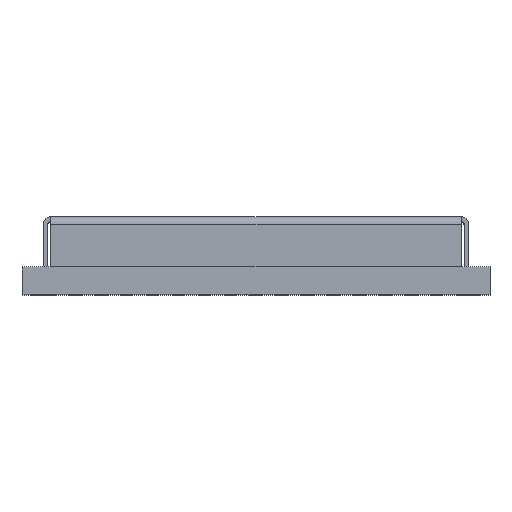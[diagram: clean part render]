
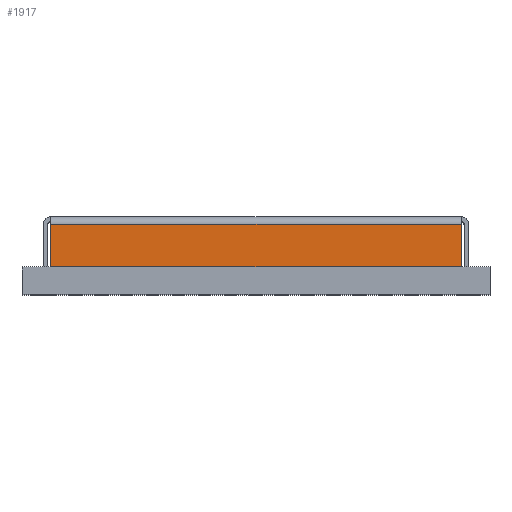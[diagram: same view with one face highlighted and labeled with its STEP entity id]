
A CAD part, top view. The second image highlights one B-rep face of the part: STEP entity #1917.
In plain terms, the highlighted planar face has unit normal (0, 0, 1).
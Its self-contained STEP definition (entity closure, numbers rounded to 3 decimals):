
#411 = DIRECTION ( 'NONE',  ( -1., 0., 0. ) ) ;
#884 = CARTESIAN_POINT ( 'NONE',  ( -6.75, 0.9, 7.2 ) ) ;
#1141 = CARTESIAN_POINT ( 'NONE',  ( 6.75, 0.9, 7.2 ) ) ;
#1917 = ADVANCED_FACE ( 'NONE', ( #12144 ), #6357, .F. ) ;
#2205 = VERTEX_POINT ( 'NONE', #884 ) ;
#3026 = VECTOR ( 'NONE', #24261, 1000. ) ;
#3175 = ORIENTED_EDGE ( 'NONE', *, *, #24374, .T. ) ;
#3843 = CARTESIAN_POINT ( 'NONE',  ( 6.75, 2.3, 7.2 ) ) ;
#6357 = PLANE ( 'NONE',  #18799 ) ;
#8635 = CARTESIAN_POINT ( 'NONE',  ( 6.75, 24.583, 7.2 ) ) ;
#8745 = DIRECTION ( 'NONE',  ( 1., 0., 0. ) ) ;
#10013 = ORIENTED_EDGE ( 'NONE', *, *, #17183, .F. ) ;
#10777 = CARTESIAN_POINT ( 'NONE',  ( -7., 0.9, 7.2 ) ) ;
#12144 = FACE_OUTER_BOUND ( 'NONE', #19612, .T. ) ;
#12958 = EDGE_CURVE ( 'NONE', #18915, #18798, #23121, .T. ) ;
#15425 = VECTOR ( 'NONE', #18443, 1000. ) ;
#15598 = CARTESIAN_POINT ( 'NONE',  ( -7., 2.3, 7.2 ) ) ;
#15823 = VERTEX_POINT ( 'NONE', #1141 ) ;
#15923 = CARTESIAN_POINT ( 'NONE',  ( -7., 24.583, 7.2 ) ) ;
#16146 = VECTOR ( 'NONE', #8745, 1000. ) ;
#17025 = EDGE_CURVE ( 'NONE', #18915, #15823, #23147, .T. ) ;
#17183 = EDGE_CURVE ( 'NONE', #2205, #18798, #24047, .T. ) ;
#17375 = LINE ( 'NONE', #10777, #16146 ) ;
#18126 = CARTESIAN_POINT ( 'NONE',  ( -6.75, 24.583, 7.2 ) ) ;
#18443 = DIRECTION ( 'NONE',  ( 0., -1., 0. ) ) ;
#18798 = VERTEX_POINT ( 'NONE', #23417 ) ;
#18799 = AXIS2_PLACEMENT_3D ( 'NONE', #15923, #22226, #411 ) ;
#18915 = VERTEX_POINT ( 'NONE', #3843 ) ;
#19301 = DIRECTION ( 'NONE',  ( -1., 0., 0. ) ) ;
#19612 = EDGE_LOOP ( 'NONE', ( #10013, #3175, #22258, #23920 ) ) ;
#22226 = DIRECTION ( 'NONE',  ( 0., 0., -1. ) ) ;
#22258 = ORIENTED_EDGE ( 'NONE', *, *, #17025, .F. ) ;
#22810 = VECTOR ( 'NONE', #19301, 1000. ) ;
#23121 = LINE ( 'NONE', #15598, #22810 ) ;
#23147 = LINE ( 'NONE', #8635, #15425 ) ;
#23417 = CARTESIAN_POINT ( 'NONE',  ( -6.75, 2.3, 7.2 ) ) ;
#23920 = ORIENTED_EDGE ( 'NONE', *, *, #12958, .T. ) ;
#24047 = LINE ( 'NONE', #18126, #3026 ) ;
#24261 = DIRECTION ( 'NONE',  ( 0., 1., 0. ) ) ;
#24374 = EDGE_CURVE ( 'NONE', #2205, #15823, #17375, .T. ) ;
